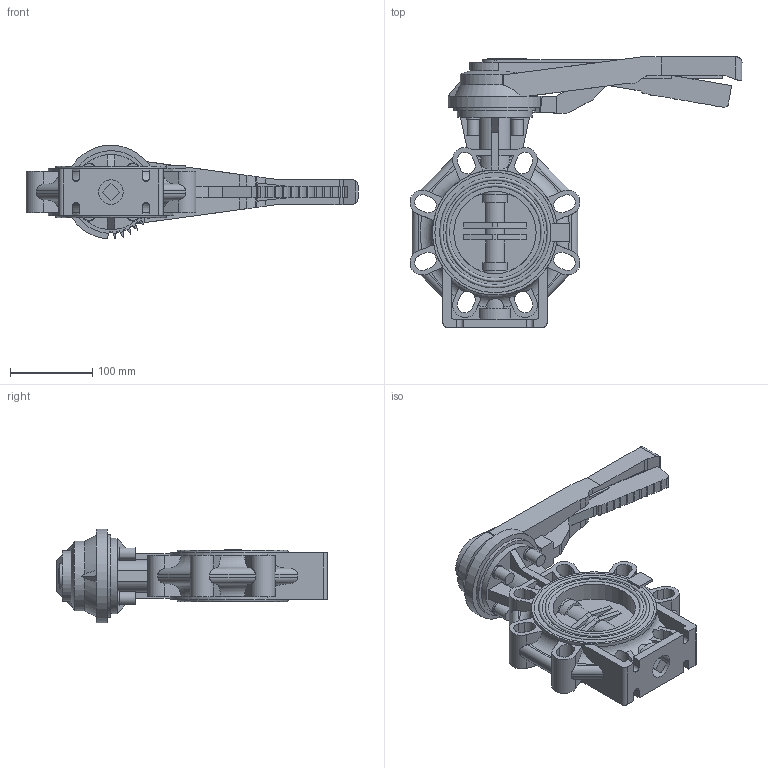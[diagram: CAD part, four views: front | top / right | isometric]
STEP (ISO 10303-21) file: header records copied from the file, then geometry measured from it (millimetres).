
FILE_DESCRIPTION(/* description */ ('Butterfly Valve with PVC Disc and EPDM lining, Lever Operated, Ø110/DN100, PN10'),/* implementation_level */ '2;1');
FILE_NAME(/* name */ 'K4OU-E-110',/* time_stamp */ '2021-11-25T13:21:37+01:00',/* author */ ('COAB Solutions'),/* organization */ ('GPA Flowsystem'),/* preprocessor_version */ 'ST-DEVELOPER v18.1',/* originating_system */ 'www.coabsolutions.com',/* authorisation */ 'unknown authorization');
FILE_SCHEMA (('AUTOMOTIVE_DESIGN { 1 0 10303 214 3 1 1 }'));
Length unit declared in the file: millimetre
Products named in the file (1): K4OU-E-110
Bounding box: 403.21 x 328.61 x 113.54 mm (x, y, z)
Volume: 2192793.5 mm3; surface area: 342950.9 mm2
Topology: 2 solids, 3 shells, 620 faces, 1788 edges, 1180 vertices
Faces by surface type: plane 390, cylinder 203, torus 22, cone 5
Full cylindrical faces by diameter (mm): 15.2 x4, 16.72 x4, 29.63 x1, 32.66 x2, 32.953 x1, 91.2 x1, 100 x1, 145.98 x1, 146 x1, 151.957 x2
Entity records: 21886 total; most frequent: CARTESIAN_POINT 4888, ORIENTED_EDGE 3576, DIRECTION 3463, EDGE_CURVE 1788, VERTEX_POINT 1180, AXIS2_PLACEMENT_3D 1155, LINE 1153, VECTOR 1153
